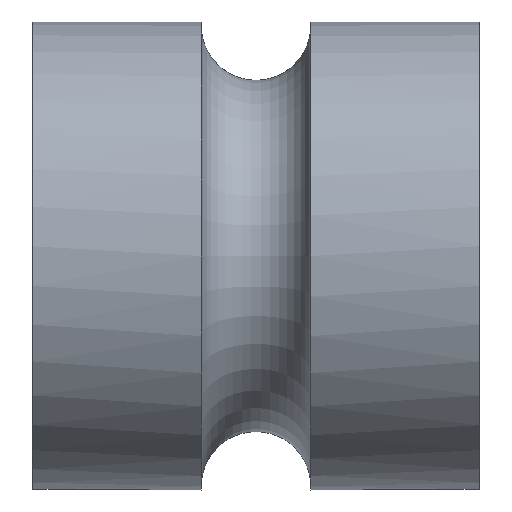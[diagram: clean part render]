
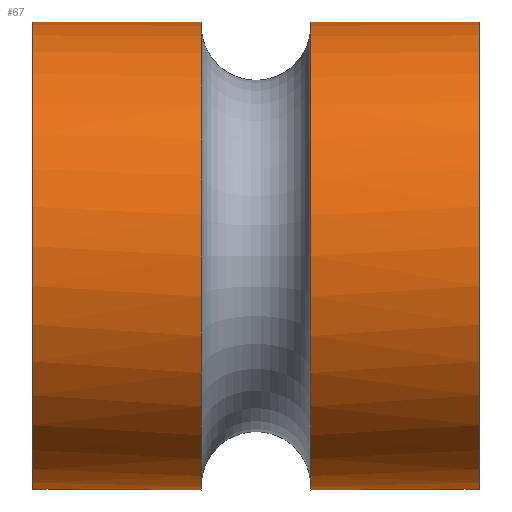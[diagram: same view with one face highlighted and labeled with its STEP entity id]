
A CAD part, left-side view. The second image highlights one B-rep face of the part: STEP entity #67.
In plain terms, the highlighted cylindrical face has radius 34.1 mm (diameter 68.2 mm), a partial arc.
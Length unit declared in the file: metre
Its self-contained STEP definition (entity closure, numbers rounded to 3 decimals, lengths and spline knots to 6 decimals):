
#67 = ADVANCED_FACE( '', ( #152 ), #153, .T. );
#152 = FACE_OUTER_BOUND( '', #259, .T. );
#153 = CYLINDRICAL_SURFACE( '', #260, 0.0341 );
#259 = EDGE_LOOP( '', ( #392, #393, #394, #395, #396, #397, #398, #399 ) );
#260 = AXIS2_PLACEMENT_3D( '', #400, #401, #402 );
#392 = ORIENTED_EDGE( '', *, *, #657, .F. );
#393 = ORIENTED_EDGE( '', *, *, #658, .F. );
#394 = ORIENTED_EDGE( '', *, *, #659, .F. );
#395 = ORIENTED_EDGE( '', *, *, #641, .T. );
#396 = ORIENTED_EDGE( '', *, *, #660, .F. );
#397 = ORIENTED_EDGE( '', *, *, #661, .F. );
#398 = ORIENTED_EDGE( '', *, *, #662, .T. );
#399 = ORIENTED_EDGE( '', *, *, #663, .T. );
#400 = CARTESIAN_POINT( '', ( 0., -0.0325, 0. ) );
#401 = DIRECTION( '', ( 0., -1., 0. ) );
#402 = DIRECTION( '', ( 0., 0., 1. ) );
#641 = EDGE_CURVE( '', #764, #765, #766, .T. );
#657 = EDGE_CURVE( '', #792, #793, #794, .T. );
#658 = EDGE_CURVE( '', #795, #792, #796, .T. );
#659 = EDGE_CURVE( '', #764, #795, #797, .T. );
#660 = EDGE_CURVE( '', #798, #765, #799, .T. );
#661 = EDGE_CURVE( '', #800, #798, #801, .T. );
#662 = EDGE_CURVE( '', #800, #802, #803, .T. );
#663 = EDGE_CURVE( '', #802, #793, #804, .T. );
#764 = VERTEX_POINT( '', #941 );
#765 = VERTEX_POINT( '', #942 );
#766 = LINE( '', #943, #944 );
#792 = VERTEX_POINT( '', #984 );
#793 = VERTEX_POINT( '', #985 );
#794 = CIRCLE( '', #986, 0.0341 );
#795 = VERTEX_POINT( '', #987 );
#796 = B_SPLINE_CURVE_WITH_KNOTS( '', 3, ( #988, #989, #990, #991, #992, #993, #994, #995, #996, #997, #998, #999, #1000, #1001, #1002, #1003, #1004, #1005, #1006, #1007, #1008, #1009, #1010, #1011, #1012, #1013, #1014, #1015, #1016, #1017, #1018, #1019, #1020, #1021, #1022, #1023, #1024, #1025, #1026, #1027, #1028, #1029, #1030, #1031, #1032, #1033, #1034, #1035, #1036, #1037, #1038, #1039, #1040, #1041, #1042, #1043, #1044, #1045, #1046, #1047 ), .UNSPECIFIED., .F., .F., ( 4, 2, 2, 2, 2, 2, 2, 2, 2, 2, 2, 2, 2, 2, 2, 2, 2, 2, 2, 2, 2, 2, 2, 2, 2, 2, 2, 2, 2, 4 ), ( 0., 0.003503, 0.007005, 0.010508, 0.012259, 0.014011, 0.015762, 0.017513, 0.019264, 0.021016, 0.022767, 0.024518, 0.025394, 0.02627, 0.027145, 0.028021, 0.028897, 0.029772, 0.031524, 0.033275, 0.034151, 0.035026, 0.036778, 0.038529, 0.042032, 0.043783, 0.045534, 0.049037, 0.052539, 0.056042 ), .UNSPECIFIED. );
#797 = CIRCLE( '', #1048, 0.0341 );
#798 = VERTEX_POINT( '', #1049 );
#799 = CIRCLE( '', #1050, 0.0341 );
#800 = VERTEX_POINT( '', #1051 );
#801 = LINE( '', #1052, #1053 );
#802 = VERTEX_POINT( '', #1054 );
#803 = CIRCLE( '', #1055, 0.0341 );
#804 = LINE( '', #1056, #1057 );
#941 = CARTESIAN_POINT( '', ( 0., 0.007984, 0.0341 ) );
#942 = CARTESIAN_POINT( '', ( 0., 0.0325, 0.0341 ) );
#943 = CARTESIAN_POINT( '', ( 0., -0.0325, 0.0341 ) );
#944 = VECTOR( '', #1194, 1. );
#984 = CARTESIAN_POINT( '', ( 0.011663, -0.007984, -0.032044 ) );
#985 = CARTESIAN_POINT( '', ( 0., -0.007984, 0.0341 ) );
#986 = AXIS2_PLACEMENT_3D( '', #1210, #1211, #1212 );
#987 = CARTESIAN_POINT( '', ( 0.011663, 0.007984, -0.032044 ) );
#988 = CARTESIAN_POINT( '', ( 0.011663, 0.007984, -0.032044 ) );
#989 = CARTESIAN_POINT( '', ( 0.012776, 0.007984, -0.031638 ) );
#990 = CARTESIAN_POINT( '', ( 0.013858, 0.007989, -0.031179 ) );
#991 = CARTESIAN_POINT( '', ( 0.015962, 0.007998, -0.030156 ) );
#992 = CARTESIAN_POINT( '', ( 0.016985, 0.008004, -0.029592 ) );
#993 = CARTESIAN_POINT( '', ( 0.018971, 0.00799, -0.02836 ) );
#994 = CARTESIAN_POINT( '', ( 0.019934, 0.007972, -0.027692 ) );
#995 = CARTESIAN_POINT( '', ( 0.021332, 0.007896, -0.02661 ) );
#996 = CARTESIAN_POINT( '', ( 0.021792, 0.007862, -0.026235 ) );
#997 = CARTESIAN_POINT( '', ( 0.022686, 0.007771, -0.025466 ) );
#998 = CARTESIAN_POINT( '', ( 0.023121, 0.007714, -0.025072 ) );
#999 = CARTESIAN_POINT( '', ( 0.023967, 0.007569, -0.024264 ) );
#1000 = CARTESIAN_POINT( '', ( 0.024378, 0.00748, -0.023851 ) );
#1001 = CARTESIAN_POINT( '', ( 0.025176, 0.007261, -0.023006 ) );
#1002 = CARTESIAN_POINT( '', ( 0.025565, 0.007129, -0.022574 ) );
#1003 = CARTESIAN_POINT( '', ( 0.026304, 0.006814, -0.021708 ) );
#1004 = CARTESIAN_POINT( '', ( 0.026656, 0.00663, -0.021274 ) );
#1005 = CARTESIAN_POINT( '', ( 0.027324, 0.006193, -0.020409 ) );
#1006 = CARTESIAN_POINT( '', ( 0.02764, 0.005941, -0.019978 ) );
#1007 = CARTESIAN_POINT( '', ( 0.028233, 0.005346, -0.019131 ) );
#1008 = CARTESIAN_POINT( '', ( 0.028502, 0.005009, -0.018726 ) );
#1009 = CARTESIAN_POINT( '', ( 0.028985, 0.004239, -0.017969 ) );
#1010 = CARTESIAN_POINT( '', ( 0.0292, 0.003799, -0.017615 ) );
#1011 = CARTESIAN_POINT( '', ( 0.029462, 0.003079, -0.01717 ) );
#1012 = CARTESIAN_POINT( '', ( 0.02954, 0.002827, -0.017035 ) );
#1013 = CARTESIAN_POINT( '', ( 0.029677, 0.0023, -0.016795 ) );
#1014 = CARTESIAN_POINT( '', ( 0.029736, 0.002024, -0.016691 ) );
#1015 = CARTESIAN_POINT( '', ( 0.029829, 0.001464, -0.016524 ) );
#1016 = CARTESIAN_POINT( '', ( 0.029864, 0.001179, -0.016461 ) );
#1017 = CARTESIAN_POINT( '', ( 0.029912, 0.000598, -0.016374 ) );
#1018 = CARTESIAN_POINT( '', ( 0.029924, 0.000299, -0.016352 ) );
#1019 = CARTESIAN_POINT( '', ( 0.029924, -0.000298, -0.016352 ) );
#1020 = CARTESIAN_POINT( '', ( 0.029912, -0.000593, -0.016374 ) );
#1021 = CARTESIAN_POINT( '', ( 0.029864, -0.001176, -0.01646 ) );
#1022 = CARTESIAN_POINT( '', ( 0.029829, -0.001466, -0.016525 ) );
#1023 = CARTESIAN_POINT( '', ( 0.029687, -0.002315, -0.016779 ) );
#1024 = CARTESIAN_POINT( '', ( 0.02955, -0.00284, -0.017022 ) );
#1025 = CARTESIAN_POINT( '', ( 0.029195, -0.003812, -0.017624 ) );
#1026 = CARTESIAN_POINT( '', ( 0.028984, -0.004241, -0.017971 ) );
#1027 = CARTESIAN_POINT( '', ( 0.028621, -0.004819, -0.018539 ) );
#1028 = CARTESIAN_POINT( '', ( 0.028491, -0.005002, -0.018738 ) );
#1029 = CARTESIAN_POINT( '', ( 0.02822, -0.005342, -0.019144 ) );
#1030 = CARTESIAN_POINT( '', ( 0.028079, -0.0055, -0.01935 ) );
#1031 = CARTESIAN_POINT( '', ( 0.027639, -0.005942, -0.019979 ) );
#1032 = CARTESIAN_POINT( '', ( 0.027324, -0.006193, -0.020408 ) );
#1033 = CARTESIAN_POINT( '', ( 0.026653, -0.006632, -0.021278 ) );
#1034 = CARTESIAN_POINT( '', ( 0.026295, -0.006818, -0.021719 ) );
#1035 = CARTESIAN_POINT( '', ( 0.025187, -0.00729, -0.023016 ) );
#1036 = CARTESIAN_POINT( '', ( 0.024393, -0.007495, -0.023857 ) );
#1037 = CARTESIAN_POINT( '', ( 0.023126, -0.007714, -0.025067 ) );
#1038 = CARTESIAN_POINT( '', ( 0.02269, -0.007771, -0.025462 ) );
#1039 = CARTESIAN_POINT( '', ( 0.021796, -0.007862, -0.026232 ) );
#1040 = CARTESIAN_POINT( '', ( 0.02134, -0.007895, -0.026604 ) );
#1041 = CARTESIAN_POINT( '', ( 0.019949, -0.007971, -0.027681 ) );
#1042 = CARTESIAN_POINT( '', ( 0.018988, -0.00799, -0.028348 ) );
#1043 = CARTESIAN_POINT( '', ( 0.017004, -0.008004, -0.029581 ) );
#1044 = CARTESIAN_POINT( '', ( 0.015979, -0.007999, -0.030147 ) );
#1045 = CARTESIAN_POINT( '', ( 0.013866, -0.007989, -0.031176 ) );
#1046 = CARTESIAN_POINT( '', ( 0.012774, -0.007984, -0.031639 ) );
#1047 = CARTESIAN_POINT( '', ( 0.011663, -0.007984, -0.032044 ) );
#1048 = AXIS2_PLACEMENT_3D( '', #1213, #1214, #1215 );
#1049 = CARTESIAN_POINT( '', ( 0.0305, 0.0325, -0.01525 ) );
#1050 = AXIS2_PLACEMENT_3D( '', #1216, #1217, #1218 );
#1051 = CARTESIAN_POINT( '', ( 0.0305, -0.0325, -0.01525 ) );
#1052 = CARTESIAN_POINT( '', ( 0.0305, -0.0325, -0.01525 ) );
#1053 = VECTOR( '', #1219, 1. );
#1054 = CARTESIAN_POINT( '', ( 0., -0.0325, 0.0341 ) );
#1055 = AXIS2_PLACEMENT_3D( '', #1220, #1221, #1222 );
#1056 = CARTESIAN_POINT( '', ( 0., -0.0325, 0.0341 ) );
#1057 = VECTOR( '', #1223, 1. );
#1194 = DIRECTION( '', ( 0., 1., 0. ) );
#1210 = CARTESIAN_POINT( '', ( 0., -0.007984, 0. ) );
#1211 = DIRECTION( '', ( 0., 1., 0. ) );
#1212 = DIRECTION( '', ( 0., 0., 1. ) );
#1213 = CARTESIAN_POINT( '', ( 0., 0.007984, 0. ) );
#1214 = DIRECTION( '', ( 0., -1., 0. ) );
#1215 = DIRECTION( '', ( 0., 0., -1. ) );
#1216 = CARTESIAN_POINT( '', ( 0., 0.0325, 0. ) );
#1217 = DIRECTION( '', ( 0., 1., 0. ) );
#1218 = DIRECTION( '', ( 0., 0., -1. ) );
#1219 = DIRECTION( '', ( 0., 1., 0. ) );
#1220 = CARTESIAN_POINT( '', ( 0., -0.0325, 0. ) );
#1221 = DIRECTION( '', ( 0., 1., 0. ) );
#1222 = DIRECTION( '', ( 0., 0., -1. ) );
#1223 = DIRECTION( '', ( 0., 1., 0. ) );
